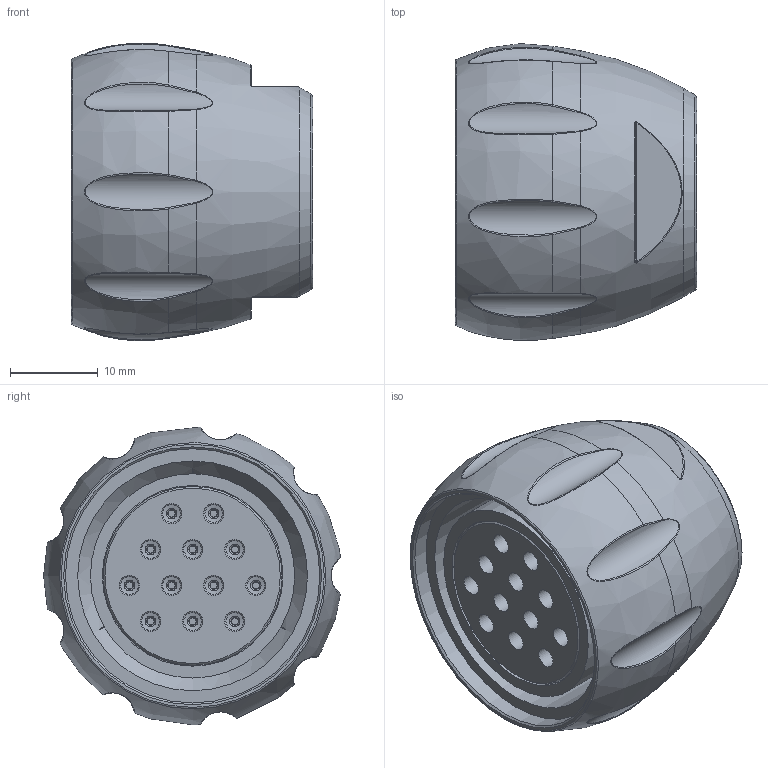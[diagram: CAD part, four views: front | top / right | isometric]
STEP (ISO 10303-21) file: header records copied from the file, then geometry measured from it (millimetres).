
FILE_DESCRIPTION(/* description */ (''),/* implementation_level */ '2;1');
FILE_NAME(/* name */ '08 3232 000 000 002_00-Dichtungssatz 12p Katalog.stp',/* time_stamp */ '2017-07-04T08:36:27+02:00',/* author */ (''),/* organization */ (''),/* preprocessor_version */ 'ST-DEVELOPER v16',/* originating_system */ 'SIEMENS PLM Software NX 11.0',/* authorisation */ '');
FILE_SCHEMA (('AUTOMOTIVE_DESIGN { 1 0 10303 214 3 1 1 1 }'));
Length unit declared in the file: millimetre
Products named in the file (1): smag1EA85A7Fjvbh
Bounding box: 27.5 x 33.84 x 33.94 mm (x, y, z)
Volume: 11640.4 mm3; surface area: 8085.8 mm2
Topology: 2 solids, 3 shells, 459 faces, 1027 edges, 600 vertices
Faces by surface type: torus 165, cylinder 105, cone 98, plane 47, bspline 44
Full cylindrical faces by diameter (mm): 0.8 x12, 0.9 x24, 2.3 x48, 17.5 x1, 20.4 x3, 20.6 x3, 23.3 x1, 26.2 x1, 29 x1
Entity records: 11920 total; most frequent: CARTESIAN_POINT 3968, DIRECTION 1750, ORIENTED_EDGE 1120, AXIS2_PLACEMENT_3D 867, EDGE_LOOP 838, FACE_BOUND 734, EDGE_CURVE 560, VERTEX_POINT 482
